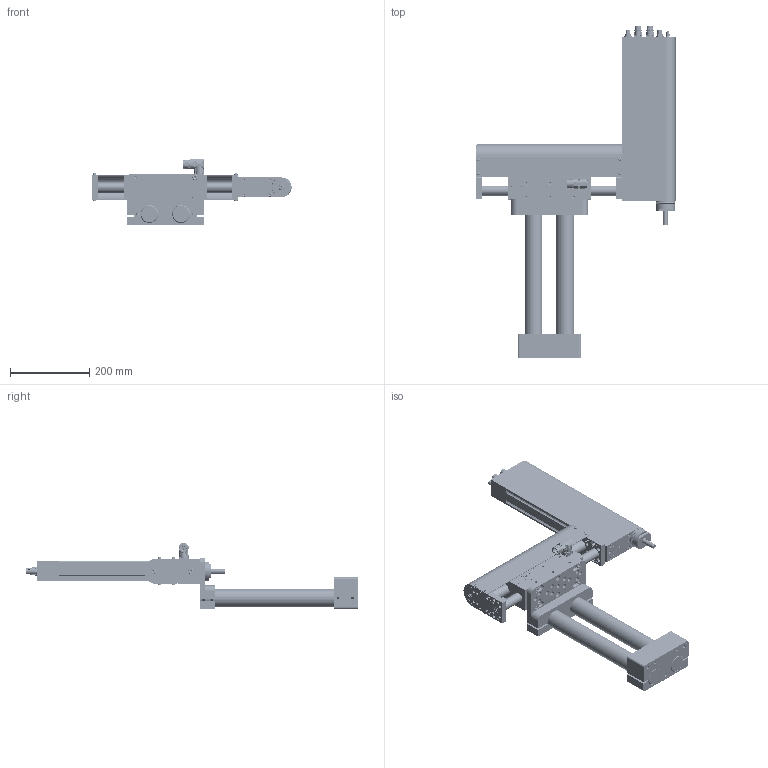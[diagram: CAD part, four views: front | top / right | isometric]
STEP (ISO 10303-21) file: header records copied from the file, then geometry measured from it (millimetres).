
FILE_DESCRIPTION (( 'STEP AP214' ), '1' );
FILE_NAME ('0386-0093_250930_PP05_125-48x150G_100-52x60-L-MS01-TS01-FS02.STEP', '2025-09-30T15:08:21', ( '' ), ( '' ), 'SwSTEP 2.0', 'SolidWorks 2025', '' );
FILE_SCHEMA (( 'AUTOMOTIVE_DESIGN' ));
Length unit declared in the file: millimetre
Products named in the file (28): 0150-4057_Z01-SA-45x2; DM01h-PS01-48x150G-HP-C-CS01; 0230-0387_zyl.-schr._i-6kt_M6x16_8.8_v-b; RS02k-DA12-L_RS01k-DA244.5-L; 0230-0038_Zyl.-Schr._I-6kt_M8x35_8.8_v-b; 0186-1105_DM01-48x150G-HP-C-125_CS01_Mitte; 0180-1478_Z01-SA-45x2; 0180-1300_D01k-48x...-AD_D01k-48x367-AD; 0230-1100_Zyl.-Stift_4x10_STAHL-GH; 0150-4056_Z01-SB-45x2; DL01k-25-15.6x...-M18x1.5_DL01k-25-15,6x342-M18x1.5; 0230-0365_Lins.-Schr_I-6rd_M4x8_8.8_v-b; 0230-0488_Zyl.-Schr._I-6kt_M8x25_8.8_v-b; 0180-1524_Z01-SL-45x...; 0230-0785_Zyl.-Stift_6x14_INOX; 0180-1298_DM01k-48; 0186-0996_PR02-52x60-R_37x120F-HP-R-100-L_MS0x_TS01_FS0x_Eingefahren; Einzelteil_PR02-52x60-R_37x120F-HP-R-100-L_MSxx_TS01_FS0x_RS02k-GM52-100; 0230-0653_Zyl.-Schr._I-6kt_n-K_M10x25_8.8_v-b; 0386-0093_250930_PP05_125-48x150G_100-52x60-L-MS01-TS01-FS02; 0150-6832_PP03_MT03_D01-37; 0180-1842_DM01k-48-H; 0150-2558_Hammermutter_N8_M6; 0160-5483_PP05_SchrP_DM01-48_PR02-52; 0230-0662_Zyl.-Schr._I-6kt_M8x30_8.8_v-b; DL01h-48x150G-HP-C-125_CS01_Läufer_beweglich_125; 0186-1536_PL01-28x350!300-HP-SF_PL01-28x350!300-HP-SF
Assembly tree (57 placements, depth 4):
  0386-0093_250930_PP05_125-48x150G_100-52x60-L-MS01-TS01-FS02
    0150-6832_PP03_MT03_D01-37
      0150-4056_Z01-SB-45x2
        0150-4056_Z01-SB-45x2
        0230-0038_Zyl.-Schr._I-6kt_M8x35_8.8_v-b  x4
      0180-1524_Z01-SL-45x...  x2
      0150-4057_Z01-SA-45x2
        0180-1478_Z01-SA-45x2
        0230-0662_Zyl.-Schr._I-6kt_M8x30_8.8_v-b  x4
      0230-0785_Zyl.-Stift_6x14_INOX  x2
      0230-0488_Zyl.-Schr._I-6kt_M8x25_8.8_v-b  x4
    0160-5483_PP05_SchrP_DM01-48_PR02-52
      0230-1100_Zyl.-Stift_4x10_STAHL-GH  x2
      0150-2558_Hammermutter_N8_M6  x4
      0230-0387_zyl.-schr._i-6kt_M6x16_8.8_v-b  x4
    0186-1105_DM01-48x150G-HP-C-125_CS01_Mitte
      DM01h-PS01-48x150G-HP-C-CS01
      DL01h-48x150G-HP-C-125_CS01_Läufer_beweglich_125
        0186-1536_PL01-28x350!300-HP-SF_PL01-28x350!300-HP-SF
        0230-0365_Lins.-Schr_I-6rd_M4x8_8.8_v-b  x8
        0180-1300_D01k-48x...-AD_D01k-48x367-AD
        0230-0488_Zyl.-Schr._I-6kt_M8x25_8.8_v-b  x4
        0230-0653_Zyl.-Schr._I-6kt_n-K_M10x25_8.8_v-b
        DL01k-25-15.6x...-M18x1.5_DL01k-25-15,6x342-M18x1.5  x2
        0180-1298_DM01k-48
        0180-1842_DM01k-48-H
    0186-0996_PR02-52x60-R_37x120F-HP-R-100-L_MS0x_TS01_FS0x_Eingefahren
      Einzelteil_PR02-52x60-R_37x120F-HP-R-100-L_MSxx_TS01_FS0x_RS02k-GM52-100
      RS02k-DA12-L_RS01k-DA244.5-L
Bounding box: 503 x 838 x 166.62 mm (x, y, z)
Volume: 7124592.9 mm3; surface area: 1143446.9 mm2
Topology: 117 solids, 119 shells, 7920 faces, 18801 edges, 11424 vertices
Faces by surface type: cylinder 2623, plane 2409, cone 2204, bspline 602, torus 77, sphere 5
Full cylindrical faces by diameter (mm): 0.8 x16, 1 x26, 1.15 x10, 1.2 x11, 1.3 x2, 1.5 x5, 1.8 x5, 2 x16, 2.05 x12, 2.4 x1, 2.5 x47, 2.6 x4, 2.7 x13, 2.8 x6, 2.9 x4, 3 x50, 3.1 x6, 3.2 x4, 3.3 x17, 3.6 x8, 4 x169, 4.2 x6, 4.5 x8, 4.7 x2, 4.8 x8, 5 x47, 5.4 x1, 5.5 x5, 5.6 x1, 6 x226
Entity records: 238423 total; most frequent: CARTESIAN_POINT 86878, DIRECTION 24684, ORIENTED_EDGE 23794, EDGE_CURVE 11897, AXIS2_PLACEMENT_3D 9812, EDGE_LOOP 8330, VERTEX_POINT 8329, FACE_OUTER_BOUND 6744
